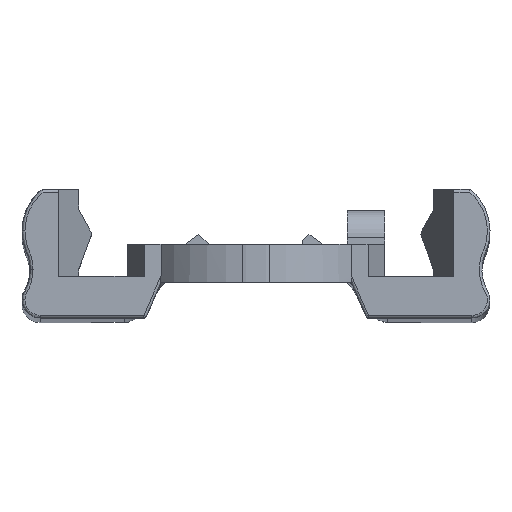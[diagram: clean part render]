
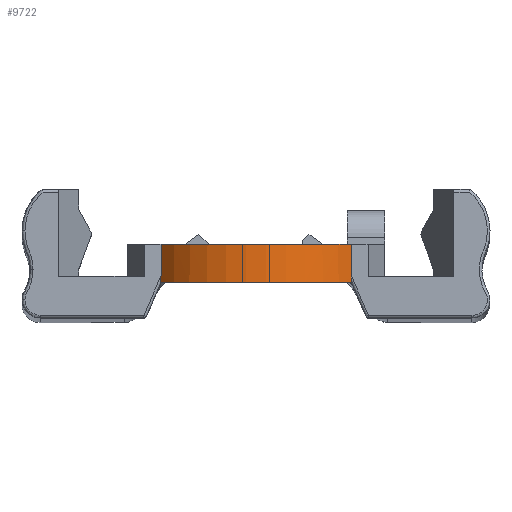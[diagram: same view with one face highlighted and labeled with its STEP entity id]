
A CAD part, top view. The second image highlights one B-rep face of the part: STEP entity #9722.
In plain terms, the highlighted cylindrical face has radius 8.885 mm (diameter 17.769 mm), a partial arc.
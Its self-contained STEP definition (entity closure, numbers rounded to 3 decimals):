
#33 = CARTESIAN_POINT ( 'NONE',  ( 10.35, 3.152, 20.2 ) ) ;
#76 = CARTESIAN_POINT ( 'NONE',  ( 17.45, 5.5, 14.859 ) ) ;
#226 = CARTESIAN_POINT ( 'NONE',  ( 10.298, 2.65, 20.13 ) ) ;
#296 = DIRECTION ( 'NONE',  ( 0., 0., -1. ) ) ;
#453 = VERTEX_POINT ( 'NONE', #3297 ) ;
#458 = CARTESIAN_POINT ( 'NONE',  ( 24.55, 5.5, 20.2 ) ) ;
#463 = VERTEX_POINT ( 'NONE', #7108 ) ;
#472 = ORIENTED_EDGE ( 'NONE', *, *, #3982, .T. ) ;
#554 = CARTESIAN_POINT ( 'NONE',  ( 24.55, 5.5, 20.2 ) ) ;
#1025 = CARTESIAN_POINT ( 'NONE',  ( 17.45, 2.65, 14.859 ) ) ;
#1437 = CARTESIAN_POINT ( 'NONE',  ( 24.602, 2.65, 20.13 ) ) ;
#1590 = AXIS2_PLACEMENT_3D ( 'NONE', #5050, #9008, #296 ) ;
#1593 = ORIENTED_EDGE ( 'NONE', *, *, #6607, .F. ) ;
#2050 = ORIENTED_EDGE ( 'NONE', *, *, #2598, .T. ) ;
#2314 = CARTESIAN_POINT ( 'NONE',  ( 24.602, 2.65, 20.13 ) ) ;
#2598 = EDGE_CURVE ( 'NONE', #7496, #453, #4786, .T. ) ;
#2724 = VECTOR ( 'NONE', #4213, 1000. ) ;
#2923 = EDGE_CURVE ( 'NONE', #8475, #6290, #4421, .T. ) ;
#3000 = CARTESIAN_POINT ( 'NONE',  ( 24.556, 2.982, 20.192 ) ) ;
#3297 = CARTESIAN_POINT ( 'NONE',  ( 10.35, 3.152, 20.2 ) ) ;
#3591 = B_SPLINE_CURVE_WITH_KNOTS ( 'NONE', 3,
 ( #33, #6055, #7487, #8235, #6177, #9247 ),
 .UNSPECIFIED., .F., .F.,
 ( 4, 2, 4 ),
 ( 0., 0., 0.001 ),
 .UNSPECIFIED. ) ;
#3982 = EDGE_CURVE ( 'NONE', #453, #6290, #3591, .T. ) ;
#4213 = DIRECTION ( 'NONE',  ( 0., -1., 0. ) ) ;
#4421 = CIRCLE ( 'NONE', #8706, 8.885 ) ;
#4786 = LINE ( 'NONE', #9704, #2724 ) ;
#5050 = CARTESIAN_POINT ( 'NONE',  ( 17.45, 5.5, 14.859 ) ) ;
#5178 = DIRECTION ( 'NONE',  ( 0., 1., 0. ) ) ;
#5349 = CARTESIAN_POINT ( 'NONE',  ( 24.574, 2.815, 20.168 ) ) ;
#5439 = ORIENTED_EDGE ( 'NONE', *, *, #2923, .F. ) ;
#5514 = DIRECTION ( 'NONE',  ( 0., 0., -1. ) ) ;
#5564 = DIRECTION ( 'NONE',  ( 0., 0., -1. ) ) ;
#6055 = CARTESIAN_POINT ( 'NONE',  ( 10.35, 3.066, 20.2 ) ) ;
#6132 = CARTESIAN_POINT ( 'NONE',  ( 24.587, 2.731, 20.151 ) ) ;
#6149 = B_SPLINE_CURVE_WITH_KNOTS ( 'NONE', 3,
 ( #9305, #7020, #3000, #5349, #6132, #2314 ),
 .UNSPECIFIED., .F., .F.,
 ( 4, 2, 4 ),
 ( 0., 0., 0.001 ),
 .UNSPECIFIED. ) ;
#6177 = CARTESIAN_POINT ( 'NONE',  ( 10.313, 2.731, 20.151 ) ) ;
#6290 = VERTEX_POINT ( 'NONE', #226 ) ;
#6607 = EDGE_CURVE ( 'NONE', #463, #8475, #6149, .T. ) ;
#6703 = EDGE_CURVE ( 'NONE', #8994, #7496, #9256, .T. ) ;
#7020 = CARTESIAN_POINT ( 'NONE',  ( 24.55, 3.066, 20.2 ) ) ;
#7108 = CARTESIAN_POINT ( 'NONE',  ( 24.55, 3.152, 20.2 ) ) ;
#7151 = ORIENTED_EDGE ( 'NONE', *, *, #6703, .T. ) ;
#7438 = AXIS2_PLACEMENT_3D ( 'NONE', #76, #8713, #5514 ) ;
#7487 = CARTESIAN_POINT ( 'NONE',  ( 10.344, 2.982, 20.192 ) ) ;
#7496 = VERTEX_POINT ( 'NONE', #9590 ) ;
#7561 = EDGE_LOOP ( 'NONE', ( #1593, #8790, #7151, #2050, #472, #5439 ) ) ;
#7598 = CYLINDRICAL_SURFACE ( 'NONE', #1590, 8.885 ) ;
#7691 = EDGE_CURVE ( 'NONE', #463, #8994, #8739, .T. ) ;
#8231 = VECTOR ( 'NONE', #5178, 1000. ) ;
#8235 = CARTESIAN_POINT ( 'NONE',  ( 10.326, 2.815, 20.168 ) ) ;
#8475 = VERTEX_POINT ( 'NONE', #1437 ) ;
#8706 = AXIS2_PLACEMENT_3D ( 'NONE', #1025, #8804, #5564 ) ;
#8713 = DIRECTION ( 'NONE',  ( 0., -1., 0. ) ) ;
#8739 = LINE ( 'NONE', #554, #8231 ) ;
#8790 = ORIENTED_EDGE ( 'NONE', *, *, #7691, .T. ) ;
#8804 = DIRECTION ( 'NONE',  ( 0., -1., 0. ) ) ;
#8994 = VERTEX_POINT ( 'NONE', #458 ) ;
#9008 = DIRECTION ( 'NONE',  ( 0., -1., 0. ) ) ;
#9061 = FACE_OUTER_BOUND ( 'NONE', #7561, .T. ) ;
#9247 = CARTESIAN_POINT ( 'NONE',  ( 10.298, 2.65, 20.13 ) ) ;
#9256 = CIRCLE ( 'NONE', #7438, 8.885 ) ;
#9305 = CARTESIAN_POINT ( 'NONE',  ( 24.55, 3.152, 20.2 ) ) ;
#9590 = CARTESIAN_POINT ( 'NONE',  ( 10.35, 5.5, 20.2 ) ) ;
#9704 = CARTESIAN_POINT ( 'NONE',  ( 10.35, 5.5, 20.2 ) ) ;
#9722 = ADVANCED_FACE ( 'NONE', ( #9061 ), #7598, .T. ) ;
